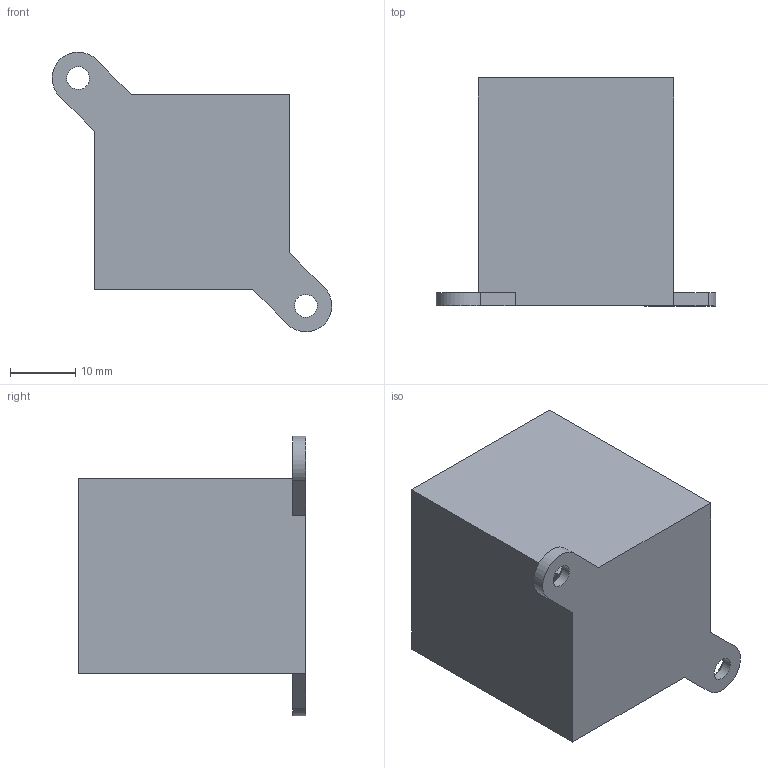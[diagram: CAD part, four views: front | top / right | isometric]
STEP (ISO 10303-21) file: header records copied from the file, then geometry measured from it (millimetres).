
FILE_DESCRIPTION (( 'STEP AP203' ), '1' );
FILE_NAME ('ATS-FPX-84-C1-R0_FUSED.STEP', '2013-10-25T10:34:59', ( 'Christine' ), ( 'Microsoft' ), 'SwSTEP 2.0', 'SolidWorks 2012', '' );
FILE_SCHEMA (( 'CONFIG_CONTROL_DESIGN' ));
Length unit declared in the file: millimetre
Products named in the file (1): ATS-FPX-84-C1-R0_FUSED
Bounding box: 42.97 x 35 x 42.97 mm (x, y, z)
Volume: 31736.2 mm3; surface area: 6342.7 mm2
Topology: 1 solids, 1 shells, 18 faces, 48 edges, 32 vertices
Faces by surface type: plane 12, cylinder 4, cone 2
Full cylindrical faces by diameter (mm): 3.5 x2
Entity records: 609 total; most frequent: CARTESIAN_POINT 91, DIRECTION 90, ORIENTED_EDGE 84, EDGE_CURVE 42, LINE 32, VECTOR 32, VERTEX_POINT 30, AXIS2_PLACEMENT_3D 29
